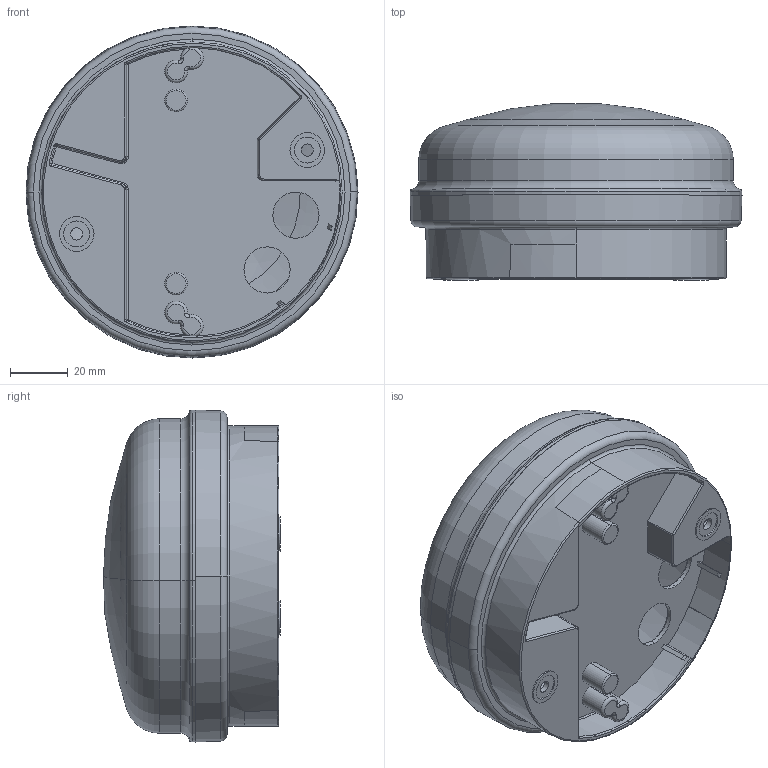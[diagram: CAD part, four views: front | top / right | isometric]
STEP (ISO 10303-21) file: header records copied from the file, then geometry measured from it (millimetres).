
FILE_DESCRIPTION (( 'STEP AP214' ), '1' );
FILE_NAME ('OCC58GRS02A-2_3D.step', '2024-03-19T17:19:35', ( '' ), ( '' ), 'SwSTEP 2.0', 'SolidWorks 2022', '' );
FILE_SCHEMA (( 'AUTOMOTIVE_DESIGN' ));
Length unit declared in the file: inch
Products named in the file (3): IP65-COVER^OCC58GRS02A-2; OCC58GRS02A-2_3D; IP65-BASE_AF0^OCC58GRS02A-2
Assembly tree (2 placements, depth 2):
  OCC58GRS02A-2_3D
    IP65-BASE_AF0^OCC58GRS02A-2
    IP65-COVER^OCC58GRS02A-2
Bounding box: 115 x 61.26 x 115 mm (x, y, z)
Volume: 86636.9 mm3; surface area: 87164 mm2
Topology: 2 solids, 2 shells, 382 faces, 923 edges, 572 vertices
Faces by surface type: cylinder 158, plane 91, torus 60, bspline 34, cone 30, sphere 9
Entity records: 14468 total; most frequent: CARTESIAN_POINT 5713, ORIENTED_EDGE 1842, DIRECTION 1792, EDGE_CURVE 921, AXIS2_PLACEMENT_3D 735, VERTEX_POINT 572, EDGE_LOOP 419, FACE_OUTER_BOUND 382
